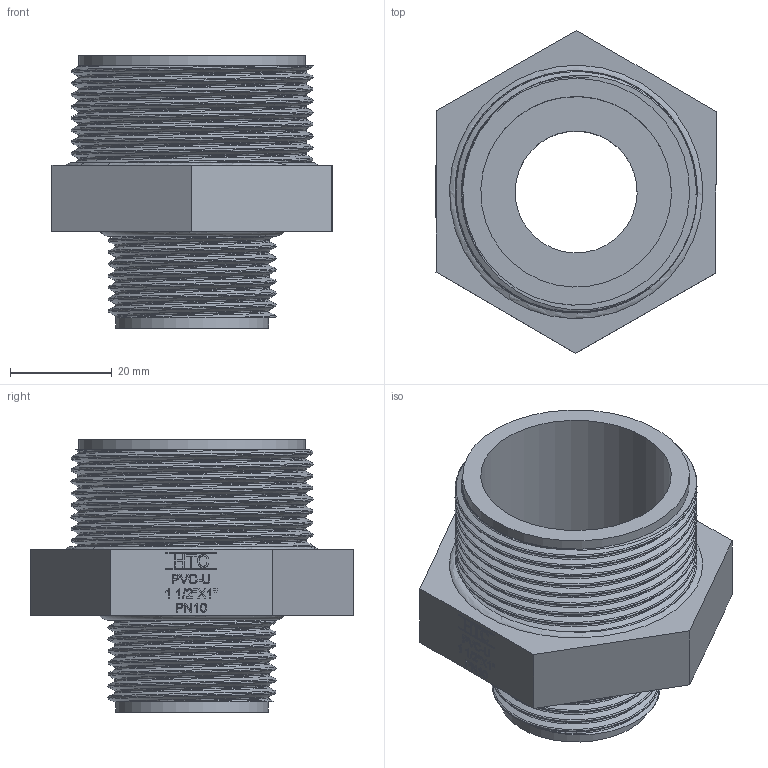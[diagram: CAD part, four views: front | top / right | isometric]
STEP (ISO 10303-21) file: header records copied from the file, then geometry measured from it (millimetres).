
FILE_DESCRIPTION(/* description */ (''),/* implementation_level */ '2;1');
FILE_NAME(/* name */ 'AF0205.050.032.step',/* time_stamp */ '2026-03-26T10:08:50+01:00',/* author */ (''),/* organization */ (''),/* preprocessor_version */ 'ST-DEVELOPER v20.1',/* originating_system */ 'Autodesk Translation Framework v14.24.0.0',/* authorisation */ '');
FILE_SCHEMA (('AUTOMOTIVE_DESIGN { 1 0 10303 214 3 1 1 }'));
Length unit declared in the file: millimetre
Products named in the file (1): 2026-03-26-08-27-20-431
Bounding box: 55.18 x 63.51 x 53.6 mm (x, y, z)
Volume: 42953.8 mm3; surface area: 19871.3 mm2
Topology: 1 solids, 1 shells, 348 faces, 942 edges, 628 vertices
Faces by surface type: plane 179, bspline 145, cylinder 22, torus 2
Full cylindrical faces by diameter (mm): 24 x1, 30.069 x1, 30.291 x7, 37.5 x1, 44.623 x1, 44.845 x7
Entity records: 20152 total; most frequent: CARTESIAN_POINT 12416, ORIENTED_EDGE 1884, DIRECTION 1028, EDGE_CURVE 942, VERTEX_POINT 628, LINE 588, VECTOR 588, EDGE_LOOP 382
